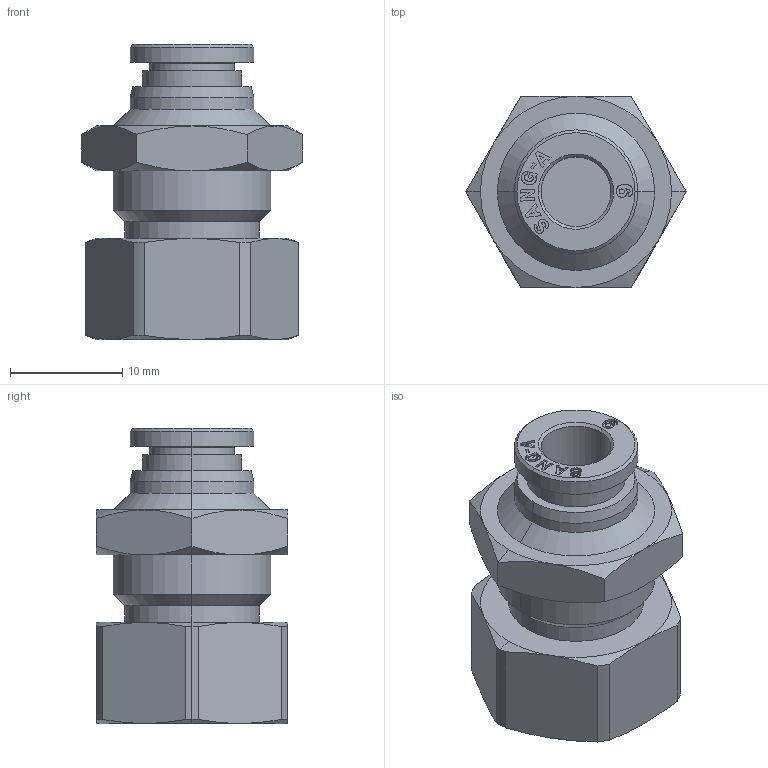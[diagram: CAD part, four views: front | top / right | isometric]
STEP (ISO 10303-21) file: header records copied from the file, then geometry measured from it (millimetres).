
FILE_DESCRIPTION((''),'2;1');
FILE_NAME('GPMF_0601(3D).stp','2012-12-24T17:01:13',(''),(''),'Mechanical Desktop.R8.0.24.0','Mechanical Desktop.R8.0.24.0',', , ');
FILE_SCHEMA(('CONFIG_CONTROL_DESIGN'));
Length unit declared in the file: millimetre
Products named in the file (2): GPMF_0601(3D); ºÎÇ°1
Assembly tree (1 placements, depth 2):
  GPMF_0601(3D)
    ºÎÇ°1
Bounding box: 19.63 x 17 x 26.25 mm (x, y, z)
Volume: 3752.5 mm3; surface area: 2528.3 mm2
Topology: 1 solids, 1 shells, 293 faces, 771 edges, 498 vertices
Faces by surface type: plane 186, cone 48, cylinder 33, bspline 26
Entity records: 9346 total; most frequent: CARTESIAN_POINT 2102, ORIENTED_EDGE 1542, DIRECTION 1427, EDGE_CURVE 771, VECTOR 557, LINE 557, VERTEX_POINT 498, AXIS2_PLACEMENT_3D 435
